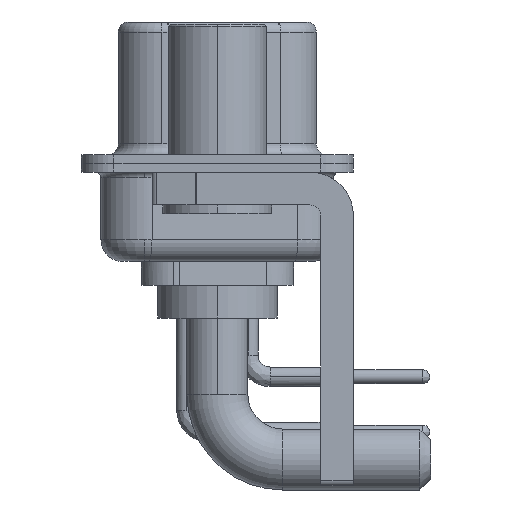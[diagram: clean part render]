
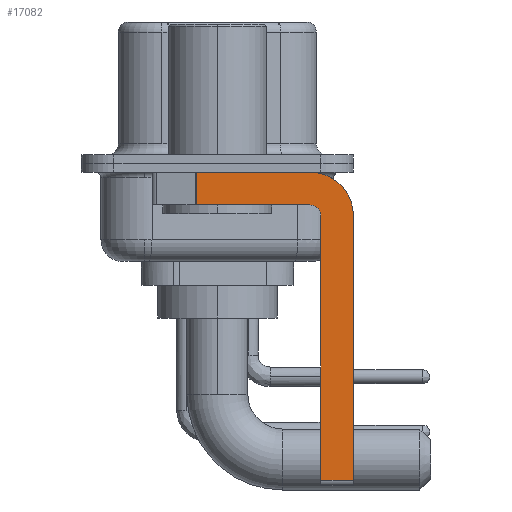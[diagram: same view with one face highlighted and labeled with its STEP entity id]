
A CAD part, left-side view. The second image highlights one B-rep face of the part: STEP entity #17082.
In plain terms, the highlighted planar face has unit normal (-1, 0, 0).
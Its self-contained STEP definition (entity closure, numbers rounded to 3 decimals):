
#544 = CARTESIAN_POINT ( 'NONE',  ( -2.9, 0.978, -1.9 ) ) ;
#1010 = EDGE_CURVE ( 'NONE', #2354, #11724, #12385, .T. ) ;
#1364 = VECTOR ( 'NONE', #21646, 1000. ) ;
#1992 = CARTESIAN_POINT ( 'NONE',  ( -2.9, -4.75, -14.8 ) ) ;
#2160 = FACE_OUTER_BOUND ( 'NONE', #4077, .T. ) ;
#2354 = VERTEX_POINT ( 'NONE', #27398 ) ;
#2447 = VECTOR ( 'NONE', #12428, 1000. ) ;
#2707 = ORIENTED_EDGE ( 'NONE', *, *, #1010, .F. ) ;
#2948 = VECTOR ( 'NONE', #8039, 1000. ) ;
#3030 = CIRCLE ( 'NONE', #7863, 0.5 ) ;
#3146 = CARTESIAN_POINT ( 'NONE',  ( -2.9, -4.25, -1.9 ) ) ;
#3321 = CARTESIAN_POINT ( 'NONE',  ( -2.9, -4.25, -14.55 ) ) ;
#3470 = ORIENTED_EDGE ( 'NONE', *, *, #6562, .T. ) ;
#3609 = DIRECTION ( 'NONE',  ( 1., 0., 0. ) ) ;
#3719 = DIRECTION ( 'NONE',  ( 0., 0., 1. ) ) ;
#4077 = EDGE_LOOP ( 'NONE', ( #2707, #25763, #17376, #11295, #21397, #3470, #5837, #14059 ) ) ;
#4626 = DIRECTION ( 'NONE',  ( 1., 0., 0. ) ) ;
#4968 = EDGE_CURVE ( 'NONE', #2354, #6746, #19012, .T. ) ;
#5725 = CARTESIAN_POINT ( 'NONE',  ( -2.9, -4.25, -1.9 ) ) ;
#5837 = ORIENTED_EDGE ( 'NONE', *, *, #9326, .F. ) ;
#6562 = EDGE_CURVE ( 'NONE', #18506, #13398, #19812, .T. ) ;
#6746 = VERTEX_POINT ( 'NONE', #27038 ) ;
#6990 = CARTESIAN_POINT ( 'NONE',  ( -2.9, -4.25, -0.4 ) ) ;
#7025 = VERTEX_POINT ( 'NONE', #3146 ) ;
#7470 = CARTESIAN_POINT ( 'NONE',  ( -2.9, 3., -0.4 ) ) ;
#7863 = AXIS2_PLACEMENT_3D ( 'NONE', #16182, #11110, #3719 ) ;
#8039 = DIRECTION ( 'NONE',  ( 0., 1., 0. ) ) ;
#9013 = CARTESIAN_POINT ( 'NONE',  ( -2.9, -6.25, -2.4 ) ) ;
#9116 = VECTOR ( 'NONE', #21341, 1000. ) ;
#9253 = AXIS2_PLACEMENT_3D ( 'NONE', #17597, #3609, #24853 ) ;
#9326 = EDGE_CURVE ( 'NONE', #22215, #13398, #20408, .T. ) ;
#9966 = VERTEX_POINT ( 'NONE', #14191 ) ;
#11110 = DIRECTION ( 'NONE',  ( -1., 0., 0. ) ) ;
#11295 = ORIENTED_EDGE ( 'NONE', *, *, #11987, .F. ) ;
#11423 = VECTOR ( 'NONE', #17743, 1000. ) ;
#11479 = DIRECTION ( 'NONE',  ( 0., 0., -1. ) ) ;
#11724 = VERTEX_POINT ( 'NONE', #6990 ) ;
#11912 = EDGE_CURVE ( 'NONE', #7025, #6746, #14215, .T. ) ;
#11987 = EDGE_CURVE ( 'NONE', #9966, #7025, #3030, .T. ) ;
#12385 = LINE ( 'NONE', #7470, #9116 ) ;
#12428 = DIRECTION ( 'NONE',  ( 0., -1., 0. ) ) ;
#13398 = VERTEX_POINT ( 'NONE', #29317 ) ;
#14059 = ORIENTED_EDGE ( 'NONE', *, *, #18304, .F. ) ;
#14191 = CARTESIAN_POINT ( 'NONE',  ( -2.9, -4.75, -2.4 ) ) ;
#14205 = CARTESIAN_POINT ( 'NONE',  ( -2.9, -4.75, -14.55 ) ) ;
#14215 = LINE ( 'NONE', #5725, #2948 ) ;
#14455 = EDGE_CURVE ( 'NONE', #18506, #9966, #29291, .T. ) ;
#14601 = AXIS2_PLACEMENT_3D ( 'NONE', #25725, #4626, #27865 ) ;
#15652 = CIRCLE ( 'NONE', #9253, 2. ) ;
#16182 = CARTESIAN_POINT ( 'NONE',  ( -2.9, -4.25, -2.4 ) ) ;
#17082 = ADVANCED_FACE ( 'NONE', ( #2160 ), #21087, .F. ) ;
#17376 = ORIENTED_EDGE ( 'NONE', *, *, #11912, .F. ) ;
#17597 = CARTESIAN_POINT ( 'NONE',  ( -2.9, -4.25, -2.4 ) ) ;
#17743 = DIRECTION ( 'NONE',  ( 0., 0., 1. ) ) ;
#18304 = EDGE_CURVE ( 'NONE', #11724, #22215, #15652, .T. ) ;
#18506 = VERTEX_POINT ( 'NONE', #14205 ) ;
#19012 = LINE ( 'NONE', #544, #1364 ) ;
#19812 = LINE ( 'NONE', #3321, #2447 ) ;
#20408 = LINE ( 'NONE', #9013, #24974 ) ;
#21087 = PLANE ( 'NONE',  #14601 ) ;
#21341 = DIRECTION ( 'NONE',  ( 0., -1., 0. ) ) ;
#21397 = ORIENTED_EDGE ( 'NONE', *, *, #14455, .F. ) ;
#21646 = DIRECTION ( 'NONE',  ( 0., 0., -1. ) ) ;
#21821 = CARTESIAN_POINT ( 'NONE',  ( -2.9, -6.25, -2.4 ) ) ;
#22215 = VERTEX_POINT ( 'NONE', #21821 ) ;
#24853 = DIRECTION ( 'NONE',  ( 0., 0., -1. ) ) ;
#24974 = VECTOR ( 'NONE', #11479, 1000. ) ;
#25725 = CARTESIAN_POINT ( 'NONE',  ( -2.9, -4.25, -2.4 ) ) ;
#25763 = ORIENTED_EDGE ( 'NONE', *, *, #4968, .T. ) ;
#27038 = CARTESIAN_POINT ( 'NONE',  ( -2.9, 0.978, -1.9 ) ) ;
#27398 = CARTESIAN_POINT ( 'NONE',  ( -2.9, 0.978, -0.4 ) ) ;
#27865 = DIRECTION ( 'NONE',  ( 0., 0., -1. ) ) ;
#29291 = LINE ( 'NONE', #1992, #11423 ) ;
#29317 = CARTESIAN_POINT ( 'NONE',  ( -2.9, -6.25, -14.55 ) ) ;
